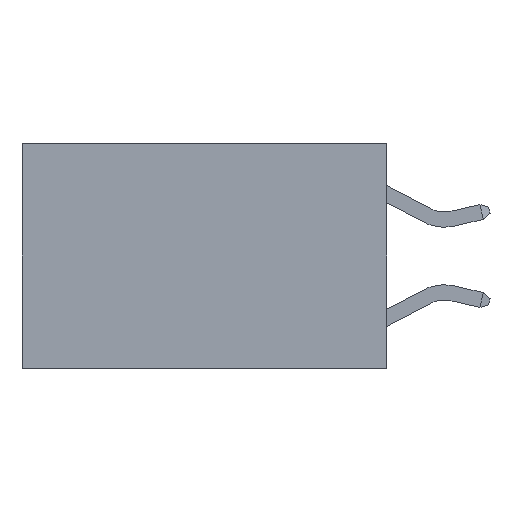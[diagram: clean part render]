
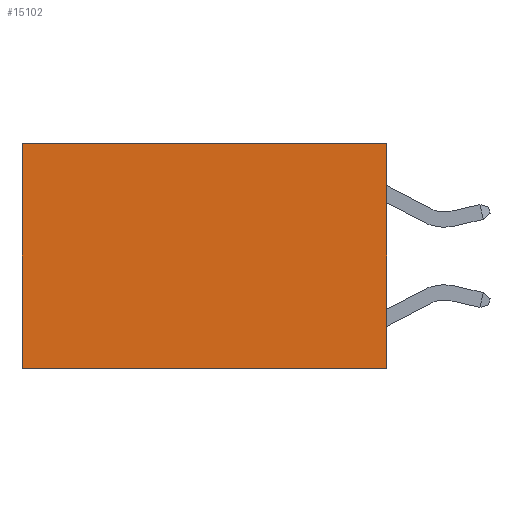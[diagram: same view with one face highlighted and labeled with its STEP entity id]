
A CAD part, left-side view. The second image highlights one B-rep face of the part: STEP entity #15102.
In plain terms, the highlighted planar face has unit normal (-1, 0, 0).
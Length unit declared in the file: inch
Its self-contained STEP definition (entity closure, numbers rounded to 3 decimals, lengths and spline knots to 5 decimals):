
#1560 = ORIENTED_EDGE ( 'NONE', *, *, #8180, .T. ) ;
#1649 = FACE_OUTER_BOUND ( 'NONE', #8468, .T. ) ;
#1881 = CARTESIAN_POINT ( 'NONE',  ( 0.2625, 0.6, 0. ) ) ;
#2103 = LINE ( 'NONE', #1881, #13762 ) ;
#3454 = DIRECTION ( 'NONE',  ( 0., 0., -1. ) ) ;
#3746 = VERTEX_POINT ( 'NONE', #17794 ) ;
#3960 = PLANE ( 'NONE',  #17477 ) ;
#4055 = EDGE_CURVE ( 'NONE', #16840, #6374, #2103, .T. ) ;
#4852 = DIRECTION ( 'NONE',  ( 0., 0., -1. ) ) ;
#5350 = CARTESIAN_POINT ( 'NONE',  ( 0.2625, 0., -0.37 ) ) ;
#5492 = ORIENTED_EDGE ( 'NONE', *, *, #6184, .F. ) ;
#6184 = EDGE_CURVE ( 'NONE', #6731, #3746, #9175, .T. ) ;
#6374 = VERTEX_POINT ( 'NONE', #18783 ) ;
#6730 = VECTOR ( 'NONE', #7042, 39.37008 ) ;
#6731 = VERTEX_POINT ( 'NONE', #18024 ) ;
#6850 = DIRECTION ( 'NONE',  ( 0., 1., 0. ) ) ;
#6991 = DIRECTION ( 'NONE',  ( 1., 0., 0. ) ) ;
#7042 = DIRECTION ( 'NONE',  ( 0., 1., 0. ) ) ;
#8095 = EDGE_CURVE ( 'NONE', #3746, #6374, #8628, .T. ) ;
#8180 = EDGE_CURVE ( 'NONE', #6731, #16840, #14273, .T. ) ;
#8468 = EDGE_LOOP ( 'NONE', ( #18740, #9668, #5492, #1560 ) ) ;
#8628 = LINE ( 'NONE', #5350, #12622 ) ;
#9175 = LINE ( 'NONE', #18352, #12691 ) ;
#9668 = ORIENTED_EDGE ( 'NONE', *, *, #8095, .F. ) ;
#12622 = VECTOR ( 'NONE', #6850, 39.37008 ) ;
#12691 = VECTOR ( 'NONE', #4852, 39.37008 ) ;
#13762 = VECTOR ( 'NONE', #3454, 39.37008 ) ;
#14273 = LINE ( 'NONE', #16062, #6730 ) ;
#14442 = CARTESIAN_POINT ( 'NONE',  ( 0.2625, 0., 0. ) ) ;
#15102 = ADVANCED_FACE ( 'NONE', ( #1649 ), #3960, .F. ) ;
#16062 = CARTESIAN_POINT ( 'NONE',  ( 0.2625, 0., 0. ) ) ;
#16840 = VERTEX_POINT ( 'NONE', #18653 ) ;
#17477 = AXIS2_PLACEMENT_3D ( 'NONE', #14442, #6991, #17479 ) ;
#17479 = DIRECTION ( 'NONE',  ( 0., 0., -1. ) ) ;
#17794 = CARTESIAN_POINT ( 'NONE',  ( 0.2625, 0., -0.37 ) ) ;
#18024 = CARTESIAN_POINT ( 'NONE',  ( 0.2625, 0., 0. ) ) ;
#18352 = CARTESIAN_POINT ( 'NONE',  ( 0.2625, 0., 0. ) ) ;
#18653 = CARTESIAN_POINT ( 'NONE',  ( 0.2625, 0.6, 0. ) ) ;
#18740 = ORIENTED_EDGE ( 'NONE', *, *, #4055, .T. ) ;
#18783 = CARTESIAN_POINT ( 'NONE',  ( 0.2625, 0.6, -0.37 ) ) ;
